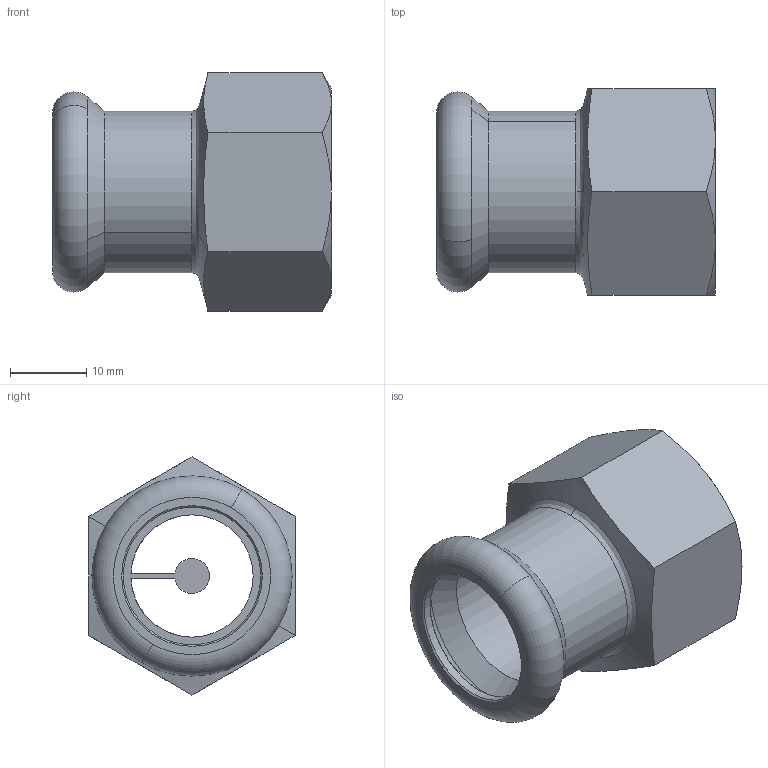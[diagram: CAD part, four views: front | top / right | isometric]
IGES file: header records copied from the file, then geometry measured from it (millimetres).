
Global section: file name: No Iges File Name specified; native system: Autodesk Inventor 2011; preprocessor: AutoDesk Inventor Iges Exporter R2011; author: bruh; date: 20110606.150132; units: millimetre
Bounding box: 36.5 x 27 x 31.18 mm (x, y, z)
Volume: 7867.6 mm3; surface area: 6320 mm2
Topology: 1 solids, 1 shells, 53 faces, 133 edges, 85 vertices
Faces by surface type: revolution 18, plane 14, cone 10, bspline 6, cylinder 3, torus 2
